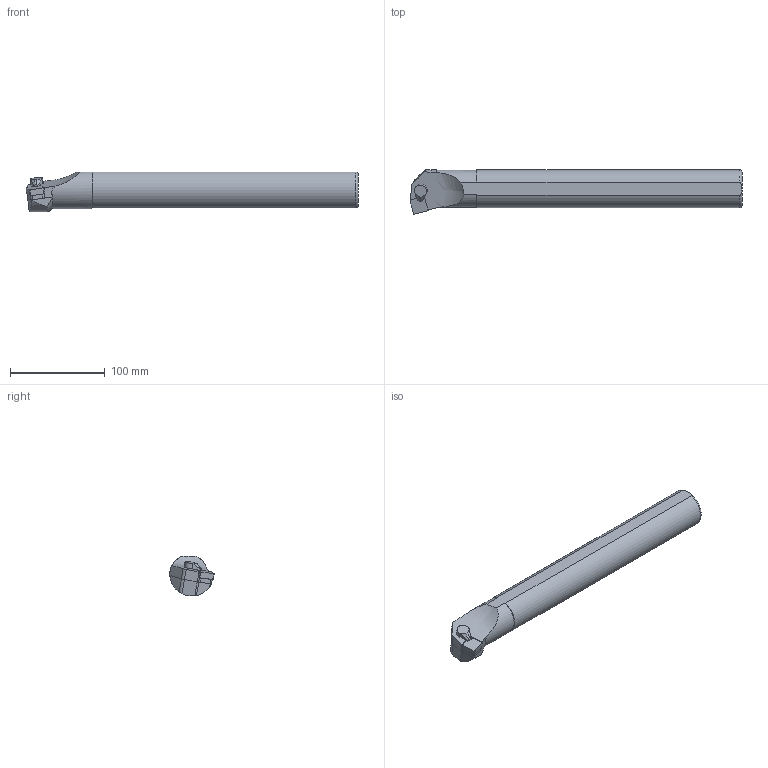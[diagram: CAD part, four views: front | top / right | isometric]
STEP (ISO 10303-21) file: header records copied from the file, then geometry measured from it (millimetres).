
FILE_DESCRIPTION(/* description */ (''),/* implementation_level */ '2;1');
FILE_NAME(/* name */ 'S40U-PSKNR-15C.stp',/* time_stamp */ '2023-10-23T14:31:22+03:00',/* author */ (''),/* organization */ (''),/* preprocessor_version */ 'ST-DEVELOPER v19.4',/* originating_system */ 'SIEMENS PLM Software NX2306.3001',/* authorisation */ '');
FILE_SCHEMA (('AUTOMOTIVE_DESIGN { 1 0 10303 214 3 1 1 1 }'));
Length unit declared in the file: millimetre
Products named in the file (1): S40U-PSKNR-15C--
Bounding box: 349.82 x 46.83 x 41.99 mm (x, y, z)
Volume: 415150.2 mm3; surface area: 46650.9 mm2
Topology: 2 solids, 2 shells, 64 faces, 167 edges, 108 vertices
Faces by surface type: plane 35, cylinder 22, cone 4, torus 2, bspline 1
Entity records: 2439 total; most frequent: CARTESIAN_POINT 798, ORIENTED_EDGE 330, DIRECTION 309, EDGE_CURVE 165, AXIS2_PLACEMENT_3D 112, VERTEX_POINT 107, LINE 85, VECTOR 85
